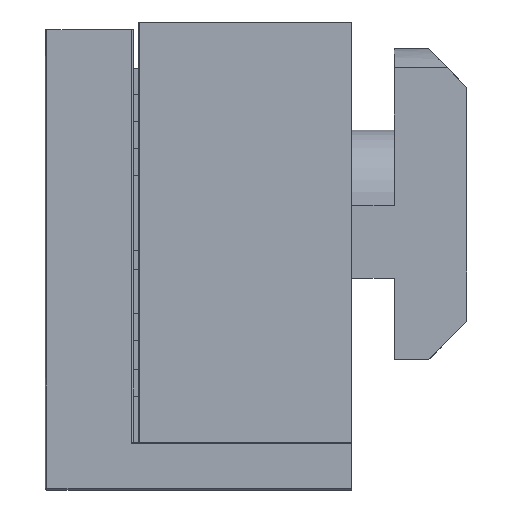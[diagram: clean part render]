
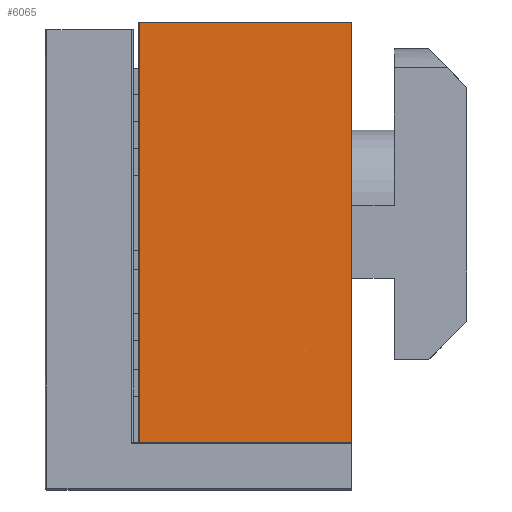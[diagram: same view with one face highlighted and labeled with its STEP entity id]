
A CAD part, left-side view. The second image highlights one B-rep face of the part: STEP entity #6065.
In plain terms, the highlighted planar face has unit normal (-1, 0, 0).
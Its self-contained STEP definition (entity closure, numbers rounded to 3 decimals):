
#35 = ORIENTED_EDGE ( 'NONE', *, *, #944, .F. ) ;
#58 = DIRECTION ( 'NONE',  ( 0., 1., 0. ) ) ;
#168 = CARTESIAN_POINT ( 'NONE',  ( -8., 14.3, 10.95 ) ) ;
#341 = EDGE_LOOP ( 'NONE', ( #2715, #5043, #35, #5922 ) ) ;
#643 = VERTEX_POINT ( 'NONE', #689 ) ;
#689 = CARTESIAN_POINT ( 'NONE',  ( -8., 0., 10.95 ) ) ;
#944 = EDGE_CURVE ( 'NONE', #5405, #643, #5941, .T. ) ;
#975 = EDGE_CURVE ( 'NONE', #4788, #4875, #1737, .T. ) ;
#976 = EDGE_CURVE ( 'NONE', #4788, #643, #4372, .T. ) ;
#1285 = DIRECTION ( 'NONE',  ( 0., -1., 0. ) ) ;
#1374 = DIRECTION ( 'NONE',  ( 0., 0., 1. ) ) ;
#1472 = CARTESIAN_POINT ( 'NONE',  ( -8., 0., 0. ) ) ;
#1483 = CARTESIAN_POINT ( 'NONE',  ( -8., 11.1, 10.95 ) ) ;
#1507 = PLANE ( 'NONE',  #2136 ) ;
#1737 = LINE ( 'NONE', #5608, #4335 ) ;
#1968 = CARTESIAN_POINT ( 'NONE',  ( -8., 14.3, 10.95 ) ) ;
#2136 = AXIS2_PLACEMENT_3D ( 'NONE', #1968, #2737, #3638 ) ;
#2201 = VECTOR ( 'NONE', #1285, 1000. ) ;
#2570 = CARTESIAN_POINT ( 'NONE',  ( -8., 11.1, -10.95 ) ) ;
#2715 = ORIENTED_EDGE ( 'NONE', *, *, #975, .F. ) ;
#2726 = CARTESIAN_POINT ( 'NONE',  ( -8., 0., -10.95 ) ) ;
#2737 = DIRECTION ( 'NONE',  ( 1., 0., 0. ) ) ;
#3191 = VECTOR ( 'NONE', #1374, 1000. ) ;
#3265 = EDGE_CURVE ( 'NONE', #4875, #5405, #4461, .T. ) ;
#3418 = VECTOR ( 'NONE', #5052, 1000. ) ;
#3638 = DIRECTION ( 'NONE',  ( 0., 0., -1. ) ) ;
#4335 = VECTOR ( 'NONE', #58, 1000. ) ;
#4372 = LINE ( 'NONE', #1472, #3191 ) ;
#4461 = LINE ( 'NONE', #4900, #3418 ) ;
#4788 = VERTEX_POINT ( 'NONE', #2726 ) ;
#4875 = VERTEX_POINT ( 'NONE', #2570 ) ;
#4900 = CARTESIAN_POINT ( 'NONE',  ( -8., 11.1, 10.95 ) ) ;
#5043 = ORIENTED_EDGE ( 'NONE', *, *, #976, .T. ) ;
#5052 = DIRECTION ( 'NONE',  ( 0., 0., 1. ) ) ;
#5170 = FACE_OUTER_BOUND ( 'NONE', #341, .T. ) ;
#5405 = VERTEX_POINT ( 'NONE', #1483 ) ;
#5608 = CARTESIAN_POINT ( 'NONE',  ( -8., 14.3, -10.95 ) ) ;
#5922 = ORIENTED_EDGE ( 'NONE', *, *, #3265, .F. ) ;
#5941 = LINE ( 'NONE', #168, #2201 ) ;
#6065 = ADVANCED_FACE ( 'NONE', ( #5170 ), #1507, .F. ) ;
